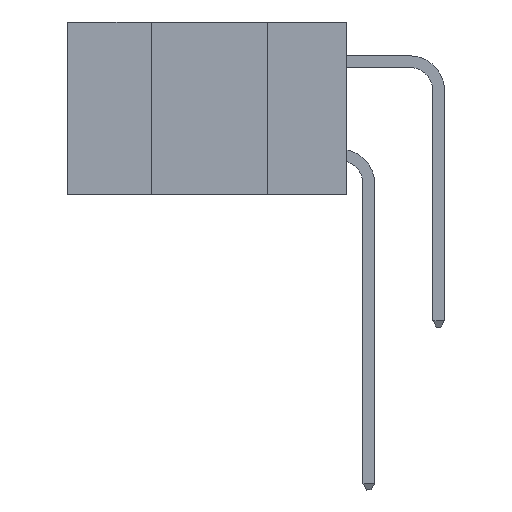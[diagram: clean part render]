
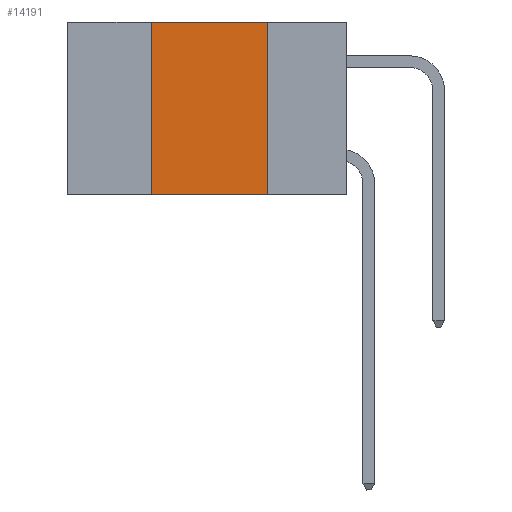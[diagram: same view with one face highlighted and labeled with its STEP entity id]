
A CAD part, left-side view. The second image highlights one B-rep face of the part: STEP entity #14191.
In plain terms, the highlighted planar face has unit normal (-1, 0, 0).
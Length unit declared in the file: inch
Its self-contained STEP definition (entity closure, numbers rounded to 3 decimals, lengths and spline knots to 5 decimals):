
#233 = CARTESIAN_POINT ( 'NONE',  ( 0., 0.17, 0. ) ) ;
#1534 = DIRECTION ( 'NONE',  ( 0., -1., 0. ) ) ;
#1545 = VECTOR ( 'NONE', #3377, 39.37008 ) ;
#1563 = ORIENTED_EDGE ( 'NONE', *, *, #6586, .F. ) ;
#2181 = ORIENTED_EDGE ( 'NONE', *, *, #10091, .T. ) ;
#2754 = CARTESIAN_POINT ( 'NONE',  ( 0., 0.6, 0. ) ) ;
#3351 = VECTOR ( 'NONE', #17133, 39.37008 ) ;
#3377 = DIRECTION ( 'NONE',  ( 0., 0., -1. ) ) ;
#3956 = LINE ( 'NONE', #24553, #16925 ) ;
#4250 = CARTESIAN_POINT ( 'NONE',  ( 0., 0.42, -0.37 ) ) ;
#5226 = VECTOR ( 'NONE', #10171, 39.37008 ) ;
#6030 = CARTESIAN_POINT ( 'NONE',  ( 0., 0.6, 0. ) ) ;
#6586 = EDGE_CURVE ( 'NONE', #20722, #17811, #13589, .T. ) ;
#7089 = CARTESIAN_POINT ( 'NONE',  ( 0., 0.17, 0. ) ) ;
#10091 = EDGE_CURVE ( 'NONE', #20722, #19981, #3956, .T. ) ;
#10171 = DIRECTION ( 'NONE',  ( 0., -1., 0. ) ) ;
#12371 = LINE ( 'NONE', #7089, #1545 ) ;
#12606 = CARTESIAN_POINT ( 'NONE',  ( 0., 0.42, 0. ) ) ;
#13589 = LINE ( 'NONE', #22818, #3351 ) ;
#14191 = ADVANCED_FACE ( 'NONE', ( #19372 ), #19209, .F. ) ;
#14637 = EDGE_LOOP ( 'NONE', ( #17004, #16753, #1563, #2181 ) ) ;
#16632 = CARTESIAN_POINT ( 'NONE',  ( 0., 0.17, -0.37 ) ) ;
#16753 = ORIENTED_EDGE ( 'NONE', *, *, #17633, .F. ) ;
#16925 = VECTOR ( 'NONE', #1534, 39.37008 ) ;
#17004 = ORIENTED_EDGE ( 'NONE', *, *, #20367, .F. ) ;
#17133 = DIRECTION ( 'NONE',  ( 0., 0., 1. ) ) ;
#17385 = DIRECTION ( 'NONE',  ( 0., 0., -1. ) ) ;
#17633 = EDGE_CURVE ( 'NONE', #17811, #23600, #20192, .T. ) ;
#17811 = VERTEX_POINT ( 'NONE', #12606 ) ;
#19209 = PLANE ( 'NONE',  #22657 ) ;
#19372 = FACE_OUTER_BOUND ( 'NONE', #14637, .T. ) ;
#19981 = VERTEX_POINT ( 'NONE', #16632 ) ;
#20192 = LINE ( 'NONE', #2754, #5226 ) ;
#20367 = EDGE_CURVE ( 'NONE', #23600, #19981, #12371, .T. ) ;
#20722 = VERTEX_POINT ( 'NONE', #4250 ) ;
#21381 = DIRECTION ( 'NONE',  ( 1., 0., 0. ) ) ;
#22657 = AXIS2_PLACEMENT_3D ( 'NONE', #6030, #21381, #17385 ) ;
#22818 = CARTESIAN_POINT ( 'NONE',  ( 0., 0.42, 0. ) ) ;
#23600 = VERTEX_POINT ( 'NONE', #233 ) ;
#24553 = CARTESIAN_POINT ( 'NONE',  ( 0., 0.6, -0.37 ) ) ;
